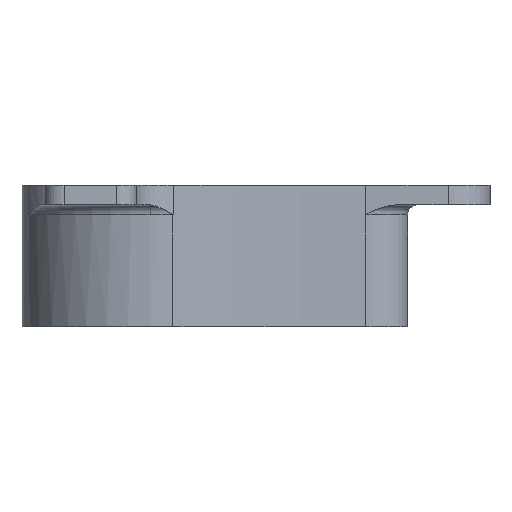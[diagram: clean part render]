
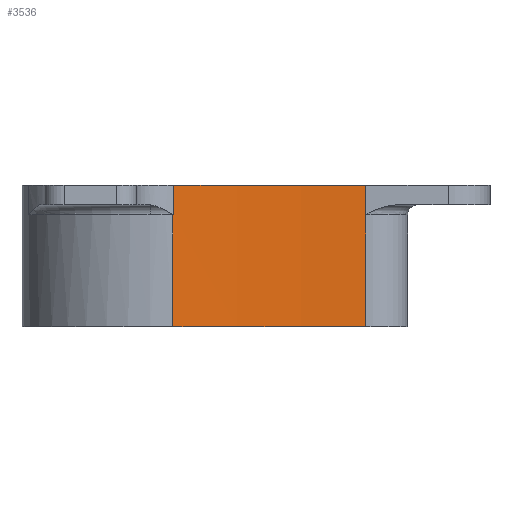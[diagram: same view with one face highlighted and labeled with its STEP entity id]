
A CAD part, left-side view. The second image highlights one B-rep face of the part: STEP entity #3536.
In plain terms, the highlighted cylindrical face has radius 404.078 mm (diameter 808.156 mm), a partial arc.
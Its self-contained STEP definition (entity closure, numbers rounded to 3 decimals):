
#289=FACE_OUTER_BOUND('',#504,.T.);
#504=EDGE_LOOP('',(#2681,#2682,#2683,#2684,#2685,#2686,#2687));
#703=LINE('',#5637,#955);
#782=LINE('',#6045,#1034);
#783=LINE('',#6048,#1035);
#784=LINE('',#6050,#1036);
#955=VECTOR('',#4306,10.);
#1034=VECTOR('',#4703,10.);
#1035=VECTOR('',#4706,10.);
#1036=VECTOR('',#4707,10.);
#1303=CIRCLE('',#3893,404.078);
#1304=CIRCLE('',#3895,404.078);
#1305=CIRCLE('',#3896,404.078);
#1497=VERTEX_POINT('',#5634);
#1498=VERTEX_POINT('',#5636);
#1604=VERTEX_POINT('',#6031);
#1605=VERTEX_POINT('',#6035);
#1606=VERTEX_POINT('',#6044);
#1607=VERTEX_POINT('',#6046);
#1608=VERTEX_POINT('',#6049);
#1841=EDGE_CURVE('',#1498,#1497,#703,.T.);
#2016=EDGE_CURVE('',#1604,#1605,#1303,.T.);
#2017=EDGE_CURVE('',#1497,#1606,#782,.T.);
#2018=EDGE_CURVE('',#1607,#1606,#1304,.T.);
#2019=EDGE_CURVE('',#1607,#1605,#783,.T.);
#2020=EDGE_CURVE('',#1608,#1604,#784,.T.);
#2021=EDGE_CURVE('',#1498,#1608,#1305,.T.);
#2681=ORIENTED_EDGE('',*,*,#1841,.T.);
#2682=ORIENTED_EDGE('',*,*,#2017,.T.);
#2683=ORIENTED_EDGE('',*,*,#2018,.F.);
#2684=ORIENTED_EDGE('',*,*,#2019,.T.);
#2685=ORIENTED_EDGE('',*,*,#2016,.F.);
#2686=ORIENTED_EDGE('',*,*,#2020,.F.);
#2687=ORIENTED_EDGE('',*,*,#2021,.F.);
#3392=CYLINDRICAL_SURFACE('',#3894,404.078);
#3536=ADVANCED_FACE('',(#289),#3392,.F.);
#3893=AXIS2_PLACEMENT_3D('',#6042,#4699,#4700);
#3894=AXIS2_PLACEMENT_3D('',#6043,#4701,#4702);
#3895=AXIS2_PLACEMENT_3D('',#6047,#4704,#4705);
#3896=AXIS2_PLACEMENT_3D('',#6051,#4708,#4709);
#4306=DIRECTION('',(0.,0.,1.));
#4699=DIRECTION('center_axis',(0.,0.,-1.));
#4700=DIRECTION('ref_axis',(0.986,0.168,0.));
#4701=DIRECTION('center_axis',(0.,0.,1.));
#4702=DIRECTION('ref_axis',(-1.,-0.023,0.));
#4703=DIRECTION('',(0.,0.,1.));
#4704=DIRECTION('center_axis',(0.,0.,-1.));
#4705=DIRECTION('ref_axis',(-1.,-0.023,0.));
#4706=DIRECTION('',(0.,0.,-1.));
#4707=DIRECTION('',(0.,0.,1.));
#4708=DIRECTION('center_axis',(0.,0.,
1.));
#4709=DIRECTION('ref_axis',(-0.986,-0.168,0.));
#5634=CARTESIAN_POINT('',(-45.015,-63.202,-4.));
#5636=CARTESIAN_POINT('',(-45.015,-63.202,-38.));
#5637=CARTESIAN_POINT('',(-45.015,-63.202,0.));
#6031=CARTESIAN_POINT('',(-50.663,-4.597,-4.));
#6035=CARTESIAN_POINT('',(-50.619,-4.854,-4.));
#6042=CARTESIAN_POINT('Origin',(-448.984,-72.559,-4.));
#6043=CARTESIAN_POINT('Origin',(-448.984,-72.559,0.));
#6044=CARTESIAN_POINT('',(-45.015,-63.202,5.));
#6045=CARTESIAN_POINT('',(-45.015,-63.202,0.));
#6046=CARTESIAN_POINT('',(-50.619,-4.854,5.));
#6047=CARTESIAN_POINT('Origin',(-448.984,-72.559,5.));
#6048=CARTESIAN_POINT('',(-50.619,-4.854,0.));
#6049=CARTESIAN_POINT('',(-50.663,-4.597,-38.));
#6050=CARTESIAN_POINT('',(-50.663,-4.597,0.));
#6051=CARTESIAN_POINT('Origin',(-448.984,-72.559,-38.));
